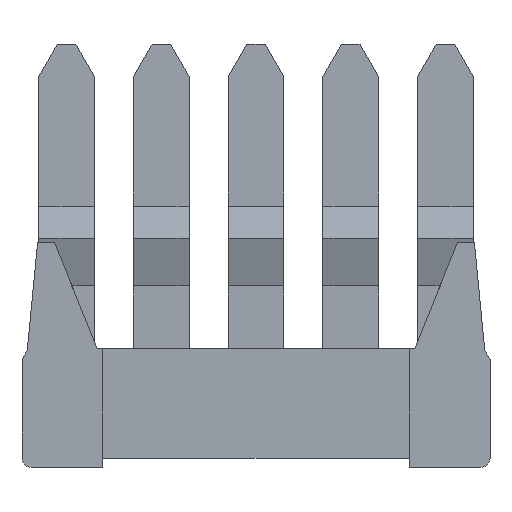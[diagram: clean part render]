
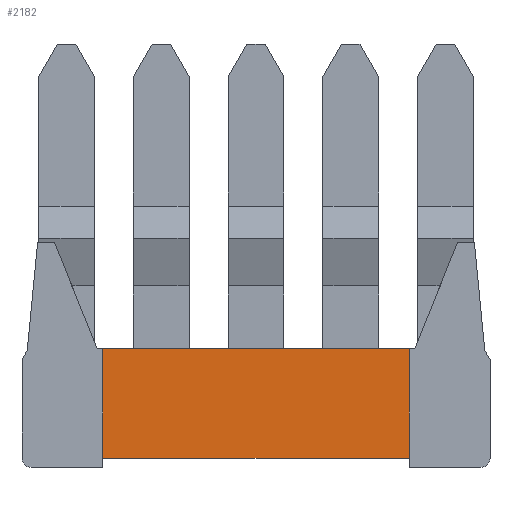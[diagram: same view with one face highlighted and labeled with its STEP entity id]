
A CAD part, top view. The second image highlights one B-rep face of the part: STEP entity #2182.
In plain terms, the highlighted planar face has unit normal (0, 0, 1).
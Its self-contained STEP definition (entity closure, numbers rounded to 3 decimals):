
#117=DIRECTION('',(0.,1.,0.));
#118=VECTOR('',#117,5.9);
#119=CARTESIAN_POINT('',(13.35,-5.275,1.4));
#120=LINE('',#119,#118);
#197=DIRECTION('',(1.,0.,0.));
#198=VECTOR('',#197,16.5);
#199=CARTESIAN_POINT('',(-3.15,0.625,1.4));
#200=LINE('',#199,#198);
#601=DIRECTION('',(1.,0.,0.));
#602=VECTOR('',#601,16.5);
#603=CARTESIAN_POINT('',(-3.15,-5.275,1.4));
#604=LINE('',#603,#602);
#613=DIRECTION('',(0.,1.,0.));
#614=VECTOR('',#613,5.9);
#615=CARTESIAN_POINT('',(-3.15,-5.275,1.4));
#616=LINE('',#615,#614);
#1367=CARTESIAN_POINT('',(-3.15,-5.275,1.4));
#1368=CARTESIAN_POINT('',(13.35,-5.275,1.4));
#1369=VERTEX_POINT('',#1367);
#1370=VERTEX_POINT('',#1368);
#1376=CARTESIAN_POINT('',(-3.15,0.625,1.4));
#1378=VERTEX_POINT('',#1376);
#1379=CARTESIAN_POINT('',(13.35,0.625,1.4));
#1380=VERTEX_POINT('',#1379);
#2171=CARTESIAN_POINT('',(-3.15,-5.775,1.4));
#2172=DIRECTION('',(0.,0.,-1.));
#2173=DIRECTION('',(1.,0.,0.));
#2174=AXIS2_PLACEMENT_3D('',#2171,#2172,#2173);
#2175=PLANE('',#2174);
#2176=ORIENTED_EDGE('',*,*,#2162,.F.);
#2177=ORIENTED_EDGE('',*,*,#2152,.T.);
#2178=ORIENTED_EDGE('',*,*,#1489,.T.);
#2179=ORIENTED_EDGE('',*,*,#1455,.F.);
#2180=EDGE_LOOP('',(#2176,#2177,#2178,#2179));
#2181=FACE_OUTER_BOUND('',#2180,.F.);
#2182=ADVANCED_FACE('',(#2181),#2175,.F.);
#1455=EDGE_CURVE('',#1370,#1380,#120,.T.);
#1489=EDGE_CURVE('',#1378,#1380,#200,.T.);
#2152=EDGE_CURVE('',#1369,#1378,#616,.T.);
#2162=EDGE_CURVE('',#1369,#1370,#604,.T.);
